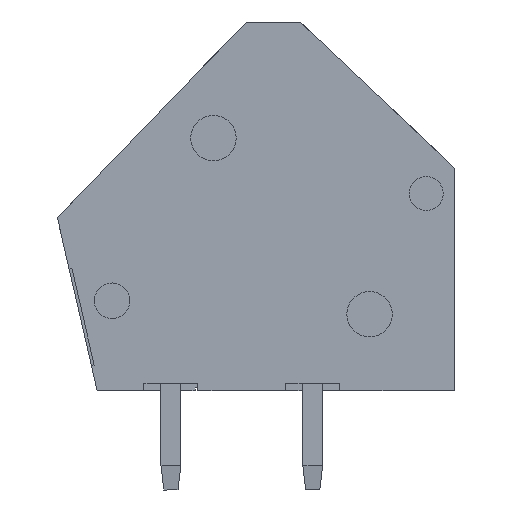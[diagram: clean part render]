
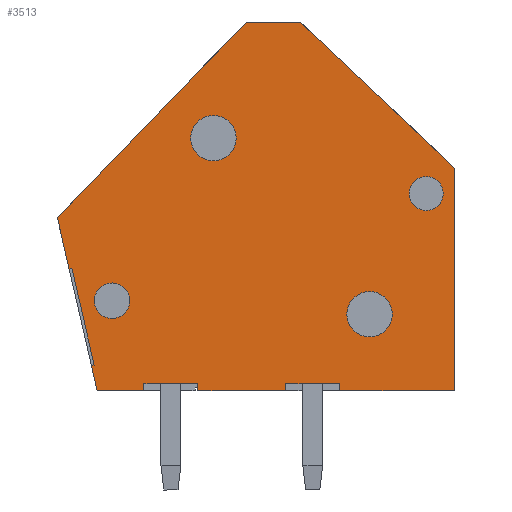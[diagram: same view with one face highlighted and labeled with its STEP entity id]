
A CAD part, left-side view. The second image highlights one B-rep face of the part: STEP entity #3513.
In plain terms, the highlighted planar face has unit normal (-1, 0, 0).
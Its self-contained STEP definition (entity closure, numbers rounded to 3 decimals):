
#141=CIRCLE('',#3760,0.625);
#142=CIRCLE('',#3761,0.8);
#143=CIRCLE('',#3762,0.8);
#144=CIRCLE('',#3763,0.6);
#291=ORIENTED_EDGE('',*,*,#1296,.T.);
#292=ORIENTED_EDGE('',*,*,#1297,.T.);
#293=ORIENTED_EDGE('',*,*,#1298,.T.);
#294=ORIENTED_EDGE('',*,*,#1299,.T.);
#295=ORIENTED_EDGE('',*,*,#1300,.T.);
#296=ORIENTED_EDGE('',*,*,#1301,.T.);
#297=ORIENTED_EDGE('',*,*,#1302,.T.);
#298=ORIENTED_EDGE('',*,*,#1303,.T.);
#299=ORIENTED_EDGE('',*,*,#1304,.T.);
#300=ORIENTED_EDGE('',*,*,#1305,.F.);
#301=ORIENTED_EDGE('',*,*,#1306,.F.);
#302=ORIENTED_EDGE('',*,*,#1307,.F.);
#303=ORIENTED_EDGE('',*,*,#1308,.T.);
#304=ORIENTED_EDGE('',*,*,#1309,.T.);
#305=ORIENTED_EDGE('',*,*,#1310,.T.);
#306=ORIENTED_EDGE('',*,*,#1311,.T.);
#307=ORIENTED_EDGE('',*,*,#1251,.T.);
#308=ORIENTED_EDGE('',*,*,#1312,.T.);
#309=ORIENTED_EDGE('',*,*,#1313,.T.);
#310=ORIENTED_EDGE('',*,*,#1314,.T.);
#311=ORIENTED_EDGE('',*,*,#1315,.T.);
#312=ORIENTED_EDGE('',*,*,#1316,.T.);
#1251=EDGE_CURVE('',#1757,#1758,#2096,.T.);
#1296=EDGE_CURVE('',#1795,#1795,#141,.T.);
#1297=EDGE_CURVE('',#1796,#1796,#142,.T.);
#1298=EDGE_CURVE('',#1797,#1797,#143,.T.);
#1299=EDGE_CURVE('',#1798,#1798,#144,.T.);
#1300=EDGE_CURVE('',#1799,#1800,#2138,.T.);
#1301=EDGE_CURVE('',#1800,#1801,#2139,.T.);
#1302=EDGE_CURVE('',#1801,#1802,#2140,.T.);
#1303=EDGE_CURVE('',#1802,#1803,#2141,.T.);
#1304=EDGE_CURVE('',#1803,#1804,#2142,.T.);
#1305=EDGE_CURVE('',#1805,#1804,#2143,.T.);
#1306=EDGE_CURVE('',#1806,#1805,#2144,.T.);
#1307=EDGE_CURVE('',#1807,#1806,#2145,.T.);
#1308=EDGE_CURVE('',#1807,#1808,#2146,.T.);
#1309=EDGE_CURVE('',#1808,#1809,#2147,.T.);
#1310=EDGE_CURVE('',#1809,#1810,#2148,.T.);
#1311=EDGE_CURVE('',#1810,#1757,#2149,.T.);
#1312=EDGE_CURVE('',#1758,#1811,#2150,.T.);
#1313=EDGE_CURVE('',#1811,#1812,#2151,.T.);
#1314=EDGE_CURVE('',#1812,#1813,#2152,.T.);
#1315=EDGE_CURVE('',#1813,#1814,#2153,.T.);
#1316=EDGE_CURVE('',#1814,#1799,#2154,.T.);
#1757=VERTEX_POINT('',#5072);
#1758=VERTEX_POINT('',#5073);
#1795=VERTEX_POINT('',#5163);
#1796=VERTEX_POINT('',#5165);
#1797=VERTEX_POINT('',#5167);
#1798=VERTEX_POINT('',#5169);
#1799=VERTEX_POINT('',#5171);
#1800=VERTEX_POINT('',#5172);
#1801=VERTEX_POINT('',#5174);
#1802=VERTEX_POINT('',#5176);
#1803=VERTEX_POINT('',#5178);
#1804=VERTEX_POINT('',#5180);
#1805=VERTEX_POINT('',#5182);
#1806=VERTEX_POINT('',#5184);
#1807=VERTEX_POINT('',#5186);
#1808=VERTEX_POINT('',#5188);
#1809=VERTEX_POINT('',#5190);
#1810=VERTEX_POINT('',#5192);
#1811=VERTEX_POINT('',#5195);
#1812=VERTEX_POINT('',#5197);
#1813=VERTEX_POINT('',#5199);
#1814=VERTEX_POINT('',#5201);
#2096=LINE('',#5071,#2505);
#2138=LINE('',#5170,#2547);
#2139=LINE('',#5173,#2548);
#2140=LINE('',#5175,#2549);
#2141=LINE('',#5177,#2550);
#2142=LINE('',#5179,#2551);
#2143=LINE('',#5181,#2552);
#2144=LINE('',#5183,#2553);
#2145=LINE('',#5185,#2554);
#2146=LINE('',#5187,#2555);
#2147=LINE('',#5189,#2556);
#2148=LINE('',#5191,#2557);
#2149=LINE('',#5193,#2558);
#2150=LINE('',#5194,#2559);
#2151=LINE('',#5196,#2560);
#2152=LINE('',#5198,#2561);
#2153=LINE('',#5200,#2562);
#2154=LINE('',#5202,#2563);
#2505=VECTOR('',#4059,1000.);
#2547=VECTOR('',#4131,1000.);
#2548=VECTOR('',#4132,1000.);
#2549=VECTOR('',#4133,1000.);
#2550=VECTOR('',#4134,1000.);
#2551=VECTOR('',#4135,1000.);
#2552=VECTOR('',#4136,1000.);
#2553=VECTOR('',#4137,1000.);
#2554=VECTOR('',#4138,1000.);
#2555=VECTOR('',#4139,1000.);
#2556=VECTOR('',#4140,1000.);
#2557=VECTOR('',#4141,1000.);
#2558=VECTOR('',#4142,1000.);
#2559=VECTOR('',#4143,1000.);
#2560=VECTOR('',#4144,1000.);
#2561=VECTOR('',#4145,1000.);
#2562=VECTOR('',#4146,1000.);
#2563=VECTOR('',#4147,1000.);
#2918=EDGE_LOOP('',(#291));
#2919=EDGE_LOOP('',(#292));
#2920=EDGE_LOOP('',(#293));
#2921=EDGE_LOOP('',(#294));
#2922=EDGE_LOOP('',(#295,#296,#297,#298,#299,#300,#301,#302,#303,#304,#305,
#306,#307,#308,#309,#310,#311,#312));
#3145=FACE_BOUND('',#2918,.T.);
#3146=FACE_BOUND('',#2919,.T.);
#3147=FACE_BOUND('',#2920,.T.);
#3148=FACE_BOUND('',#2921,.T.);
#3149=FACE_BOUND('',#2922,.T.);
#3368=PLANE('',#3759);
#3513=ADVANCED_FACE('',(#3145,#3146,#3147,#3148,#3149),#3368,.T.);
#3759=AXIS2_PLACEMENT_3D('',#5161,#4121,#4122);
#3760=AXIS2_PLACEMENT_3D('',#5162,#4123,#4124);
#3761=AXIS2_PLACEMENT_3D('',#5164,#4125,#4126);
#3762=AXIS2_PLACEMENT_3D('',#5166,#4127,#4128);
#3763=AXIS2_PLACEMENT_3D('',#5168,#4129,#4130);
#4059=DIRECTION('',(0.,0.693,-0.72));
#4121=DIRECTION('',(-1.,0.,0.));
#4122=DIRECTION('',(0.,0.,1.));
#4123=DIRECTION('',(1.,0.,0.));
#4124=DIRECTION('',(0.,-1.,0.));
#4125=DIRECTION('',(1.,0.,0.));
#4126=DIRECTION('',(0.,-1.,0.));
#4127=DIRECTION('',(1.,0.,0.));
#4128=DIRECTION('',(0.,-1.,0.));
#4129=DIRECTION('',(1.,0.,0.));
#4130=DIRECTION('',(0.,-1.,0.));
#4131=DIRECTION('',(0.,-1.,0.));
#4132=DIRECTION('',(0.,0.,1.));
#4133=DIRECTION('',(0.,-1.,0.));
#4134=DIRECTION('',(0.,0.,-1.));
#4135=DIRECTION('',(0.,-1.,0.));
#4136=DIRECTION('',(0.,0.,-1.));
#4137=DIRECTION('',(0.,1.,0.));
#4138=DIRECTION('',(0.,0.,1.));
#4139=DIRECTION('',(0.,-1.,0.));
#4140=DIRECTION('',(0.,0.,1.));
#4141=DIRECTION('',(0.,0.727,0.687));
#4142=DIRECTION('',(0.,1.,0.));
#4143=DIRECTION('',(0.,-0.224,-0.975));
#4144=DIRECTION('',(0.,-0.975,0.224));
#4145=DIRECTION('',(0.,-0.224,-0.975));
#4146=DIRECTION('',(0.,0.975,-0.224));
#4147=DIRECTION('',(0.,-0.224,-0.975));
#5071=CARTESIAN_POINT('',(-2.5,1.05,9.075));
#5072=CARTESIAN_POINT('',(-2.5,1.05,9.075));
#5073=CARTESIAN_POINT('',(-2.5,7.7,2.166));
#5161=CARTESIAN_POINT('',(-2.5,0.,0.));
#5162=CARTESIAN_POINT('',(-2.5,5.775,-0.75));
#5163=CARTESIAN_POINT('',(-2.5,5.15,-0.75));
#5164=CARTESIAN_POINT('',(-2.5,2.2,4.981));
#5165=CARTESIAN_POINT('',(-2.5,1.4,4.981));
#5166=CARTESIAN_POINT('',(-2.5,-3.304,-1.23));
#5167=CARTESIAN_POINT('',(-2.5,-4.104,-1.23));
#5168=CARTESIAN_POINT('',(-2.5,-5.3,3.025));
#5169=CARTESIAN_POINT('',(-2.5,-5.9,3.025));
#5170=CARTESIAN_POINT('',(-2.5,6.3,-3.925));
#5171=CARTESIAN_POINT('',(-2.5,6.3,-3.925));
#5172=CARTESIAN_POINT('',(-2.5,4.65,-3.925));
#5173=CARTESIAN_POINT('',(-2.5,4.65,0.));
#5174=CARTESIAN_POINT('',(-2.5,4.65,-3.675));
#5175=CARTESIAN_POINT('',(-2.5,0.,-3.675));
#5176=CARTESIAN_POINT('',(-2.5,2.75,-3.675));
#5177=CARTESIAN_POINT('',(-2.5,2.75,0.));
#5178=CARTESIAN_POINT('',(-2.5,2.75,-3.925));
#5179=CARTESIAN_POINT('',(-2.5,6.3,-3.925));
#5180=CARTESIAN_POINT('',(-2.5,-0.35,-3.925));
#5181=CARTESIAN_POINT('',(-2.5,-0.35,0.));
#5182=CARTESIAN_POINT('',(-2.5,-0.35,-3.675));
#5183=CARTESIAN_POINT('',(-2.5,0.,-3.675));
#5184=CARTESIAN_POINT('',(-2.5,-2.25,-3.675));
#5185=CARTESIAN_POINT('',(-2.5,-2.25,0.));
#5186=CARTESIAN_POINT('',(-2.5,-2.25,-3.925));
#5187=CARTESIAN_POINT('',(-2.5,6.3,-3.925));
#5188=CARTESIAN_POINT('',(-2.5,-6.3,-3.925));
#5189=CARTESIAN_POINT('',(-2.5,-6.3,-3.925));
#5190=CARTESIAN_POINT('',(-2.5,-6.3,3.925));
#5191=CARTESIAN_POINT('',(-2.5,-6.3,3.925));
#5192=CARTESIAN_POINT('',(-2.5,-0.85,9.075));
#5193=CARTESIAN_POINT('',(-2.5,-0.85,9.075));
#5194=CARTESIAN_POINT('',(-2.5,7.7,2.166));
#5195=CARTESIAN_POINT('',(-2.5,7.286,0.363));
#5196=CARTESIAN_POINT('',(-2.5,7.286,0.363));
#5197=CARTESIAN_POINT('',(-2.5,7.188,0.386));
#5198=CARTESIAN_POINT('',(-2.5,7.188,0.386));
#5199=CARTESIAN_POINT('',(-2.5,6.404,-3.025));
#5200=CARTESIAN_POINT('',(-2.5,6.404,-3.025));
#5201=CARTESIAN_POINT('',(-2.5,6.502,-3.048));
#5202=CARTESIAN_POINT('',(-2.5,6.502,-3.048));
